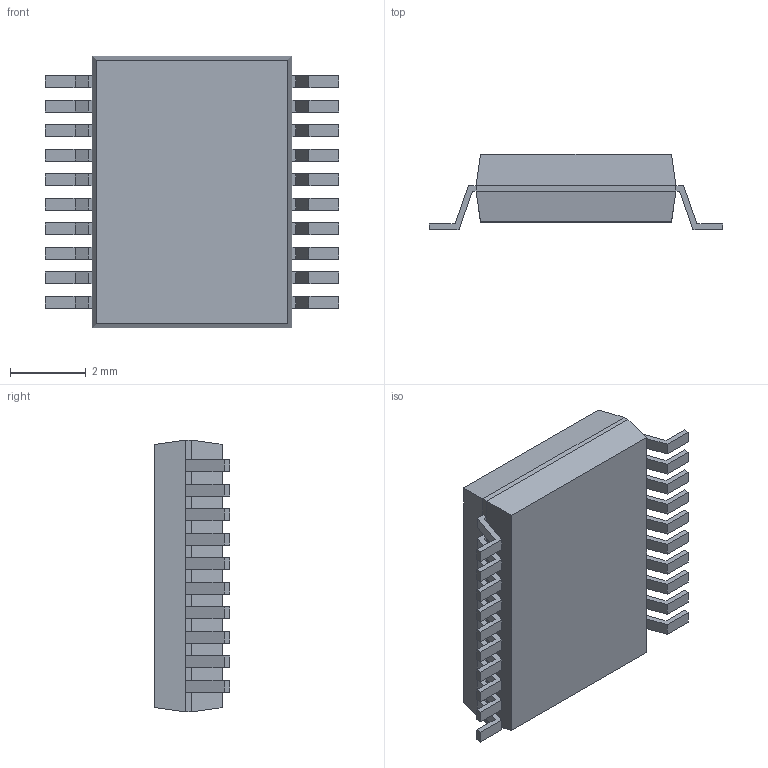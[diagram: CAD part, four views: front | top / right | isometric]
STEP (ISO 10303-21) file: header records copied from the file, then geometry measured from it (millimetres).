
FILE_DESCRIPTION(('FreeCAD Model'),'2;1');
FILE_NAME('Open CASCADE Shape Model','2025-09-15T19:04:01',(''),(''), 'Open CASCADE STEP processor 7.8','FreeCAD','Unknown');
FILE_SCHEMA(('AUTOMOTIVE_DESIGN { 1 0 10303 214 1 1 1 1 }'));
Length unit declared in the file: millimetre
Products named in the file (6): SOIC_standard; Array001; Body001; Body; Array; Body001 (Mirror #1)
Assembly tree (23 placements, depth 3):
  SOIC_standard
    Array001
      Body001  x10
    Body
    Array
      Body001 (Mirror #1)  x10
Bounding box: 7.78 x 1.99 x 7.2 mm (x, y, z)
Volume: 67.7 mm3; surface area: 152.8 mm2
Topology: 21 solids, 21 shells, 214 faces, 508 edges, 336 vertices
Faces by surface type: plane 214
Entity records: 1189 total; most frequent: DIRECTION 192, CARTESIAN_POINT 182, ORIENTED_EDGE 152, EDGE_CURVE 76, LINE 76, VECTOR 76, AXIS2_PLACEMENT_3D 58, VERTEX_POINT 48
